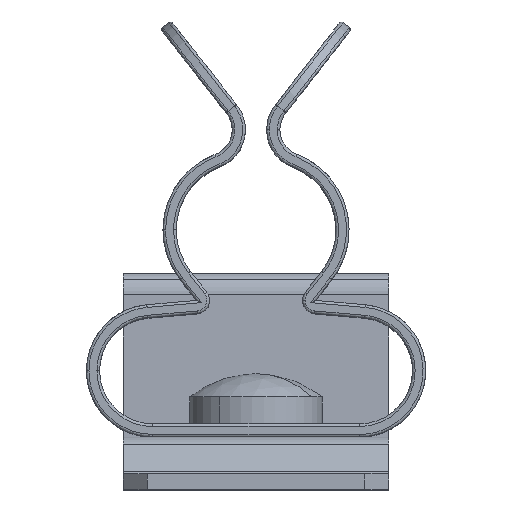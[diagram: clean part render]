
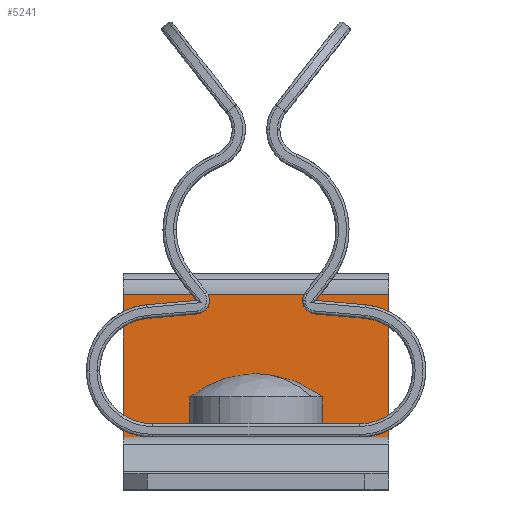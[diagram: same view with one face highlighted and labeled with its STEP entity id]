
A CAD part, top view. The second image highlights one B-rep face of the part: STEP entity #5241.
In plain terms, the highlighted face is planar.
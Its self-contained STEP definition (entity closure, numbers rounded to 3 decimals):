
#147 = CARTESIAN_POINT ( 'NONE',  ( -21.621, 7.382, 5. ) ) ;
#438 = CARTESIAN_POINT ( 'NONE',  ( -21.621, 7.382, -5. ) ) ;
#722 = AXIS2_PLACEMENT_3D ( 'NONE', #2846, #7730, #2793 ) ;
#1218 = CARTESIAN_POINT ( 'NONE',  ( -21.527, 2.003, 5. ) ) ;
#1665 = CARTESIAN_POINT ( 'NONE',  ( -21.621, 7.382, 5. ) ) ;
#1784 = VERTEX_POINT ( 'NONE', #2505 ) ;
#1931 = DIRECTION ( 'NONE',  ( 0., 0., -1. ) ) ;
#2027 = LINE ( 'NONE', #438, #9563 ) ;
#2146 = EDGE_CURVE ( 'NONE', #5341, #3102, #2027, .T. ) ;
#2505 = CARTESIAN_POINT ( 'NONE',  ( -21.527, 2.003, 5. ) ) ;
#2793 = DIRECTION ( 'NONE',  ( -0.017, 1., 0. ) ) ;
#2799 = VERTEX_POINT ( 'NONE', #147 ) ;
#2846 = CARTESIAN_POINT ( 'NONE',  ( -21.621, 7.382, 5. ) ) ;
#2986 = DIRECTION ( 'NONE',  ( 0.017, -1., 0. ) ) ;
#3102 = VERTEX_POINT ( 'NONE', #7432 ) ;
#3419 = ORIENTED_EDGE ( 'NONE', *, *, #4521, .F. ) ;
#3801 = CARTESIAN_POINT ( 'NONE',  ( -21.621, 7.382, -5. ) ) ;
#4521 = EDGE_CURVE ( 'NONE', #2799, #5341, #9913, .T. ) ;
#5007 = VECTOR ( 'NONE', #2986, 1000. ) ;
#5241 = ADVANCED_FACE ( 'NONE', ( #5419 ), #10297, .T. ) ;
#5327 = EDGE_CURVE ( 'NONE', #1784, #3102, #7783, .T. ) ;
#5341 = VERTEX_POINT ( 'NONE', #3801 ) ;
#5419 = FACE_OUTER_BOUND ( 'NONE', #5883, .T. ) ;
#5615 = ORIENTED_EDGE ( 'NONE', *, *, #5327, .T. ) ;
#5883 = EDGE_LOOP ( 'NONE', ( #6866, #3419, #7263, #5615 ) ) ;
#6866 = ORIENTED_EDGE ( 'NONE', *, *, #2146, .F. ) ;
#6980 = DIRECTION ( 'NONE',  ( 0.017, -1., 0. ) ) ;
#7059 = LINE ( 'NONE', #10430, #5007 ) ;
#7263 = ORIENTED_EDGE ( 'NONE', *, *, #9669, .T. ) ;
#7432 = CARTESIAN_POINT ( 'NONE',  ( -21.527, 2.003, -5. ) ) ;
#7730 = DIRECTION ( 'NONE',  ( 1., 0.017, 0. ) ) ;
#7783 = LINE ( 'NONE', #1218, #8875 ) ;
#8122 = DIRECTION ( 'NONE',  ( 0., 0., -1. ) ) ;
#8875 = VECTOR ( 'NONE', #1931, 1000. ) ;
#9563 = VECTOR ( 'NONE', #6980, 1000. ) ;
#9669 = EDGE_CURVE ( 'NONE', #2799, #1784, #7059, .T. ) ;
#9905 = VECTOR ( 'NONE', #8122, 1000. ) ;
#9913 = LINE ( 'NONE', #1665, #9905 ) ;
#10297 = PLANE ( 'NONE',  #722 ) ;
#10430 = CARTESIAN_POINT ( 'NONE',  ( -21.621, 7.382, 5. ) ) ;
